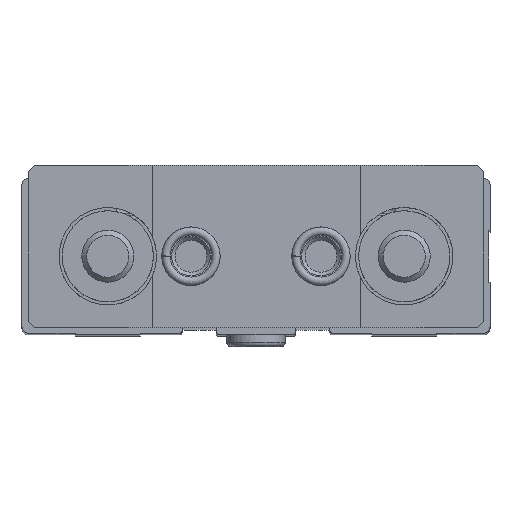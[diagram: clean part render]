
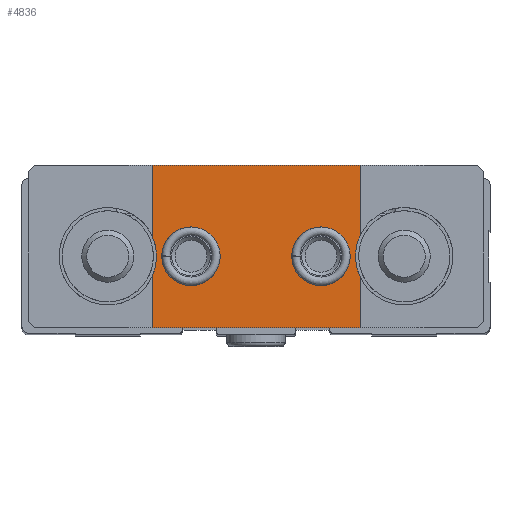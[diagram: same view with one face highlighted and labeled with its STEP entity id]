
A CAD part, top view. The second image highlights one B-rep face of the part: STEP entity #4836.
In plain terms, the highlighted planar face has unit normal (0, 0, 1).
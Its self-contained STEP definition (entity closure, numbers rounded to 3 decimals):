
#165=PLANE('',#5379);
#508=CIRCLE('',#5380,4.5);
#509=CIRCLE('',#5381,4.5);
#510=CIRCLE('',#5382,7.5);
#511=CIRCLE('',#5383,7.5);
#1444=ORIENTED_EDGE('',*,*,#2344,.F.);
#1445=ORIENTED_EDGE('',*,*,#2345,.F.);
#1446=ORIENTED_EDGE('',*,*,#2249,.T.);
#1447=ORIENTED_EDGE('',*,*,#2346,.T.);
#1448=ORIENTED_EDGE('',*,*,#2251,.T.);
#1449=ORIENTED_EDGE('',*,*,#2325,.T.);
#1450=ORIENTED_EDGE('',*,*,#2265,.T.);
#1451=ORIENTED_EDGE('',*,*,#2347,.T.);
#1452=ORIENTED_EDGE('',*,*,#2267,.T.);
#1453=ORIENTED_EDGE('',*,*,#2317,.T.);
#2249=EDGE_CURVE('',#2803,#2802,#3184,.T.);
#2251=EDGE_CURVE('',#2804,#2805,#3186,.T.);
#2265=EDGE_CURVE('',#2818,#2817,#3194,.T.);
#2267=EDGE_CURVE('',#2819,#2820,#3196,.T.);
#2317=EDGE_CURVE('',#2820,#2803,#3232,.T.);
#2325=EDGE_CURVE('',#2805,#2818,#3240,.T.);
#2344=EDGE_CURVE('',#2863,#2863,#508,.T.);
#2345=EDGE_CURVE('',#2864,#2864,#509,.T.);
#2346=EDGE_CURVE('',#2802,#2804,#510,.F.);
#2347=EDGE_CURVE('',#2817,#2819,#511,.F.);
#2802=VERTEX_POINT('',#7987);
#2803=VERTEX_POINT('',#7989);
#2804=VERTEX_POINT('',#7993);
#2805=VERTEX_POINT('',#7994);
#2817=VERTEX_POINT('',#8038);
#2818=VERTEX_POINT('',#8040);
#2819=VERTEX_POINT('',#8044);
#2820=VERTEX_POINT('',#8045);
#2863=VERTEX_POINT('',#8200);
#2864=VERTEX_POINT('',#8202);
#3184=LINE('',#7988,#3515);
#3186=LINE('',#7992,#3517);
#3194=LINE('',#8039,#3525);
#3196=LINE('',#8043,#3527);
#3232=LINE('',#8155,#3563);
#3240=LINE('',#8169,#3571);
#3515=VECTOR('',#6451,1000.);
#3517=VECTOR('',#6455,1000.);
#3525=VECTOR('',#6473,1000.);
#3527=VECTOR('',#6477,1000.);
#3563=VECTOR('',#6557,1000.);
#3571=VECTOR('',#6569,1000.);
#3890=EDGE_LOOP('',(#1444));
#3891=EDGE_LOOP('',(#1445));
#3892=EDGE_LOOP('',(#1446,#1447,#1448,#1449,#1450,#1451,#1452,#1453));
#4363=FACE_BOUND('',#3890,.T.);
#4364=FACE_BOUND('',#3891,.T.);
#4365=FACE_BOUND('',#3892,.T.);
#4836=ADVANCED_FACE('',(#4363,#4364,#4365),#165,.T.);
#5379=AXIS2_PLACEMENT_3D('',#8198,#6601,#6602);
#5380=AXIS2_PLACEMENT_3D('',#8199,#6603,#6604);
#5381=AXIS2_PLACEMENT_3D('',#8201,#6605,#6606);
#5382=AXIS2_PLACEMENT_3D('',#8203,#6607,#6608);
#5383=AXIS2_PLACEMENT_3D('',#8204,#6609,#6610);
#6451=DIRECTION('',(0.,-1.,0.));
#6455=DIRECTION('',(0.,-1.,0.));
#6473=DIRECTION('',(0.,1.,0.));
#6477=DIRECTION('',(0.,1.,0.));
#6557=DIRECTION('',(-1.,0.,0.));
#6569=DIRECTION('',(1.,0.,0.));
#6601=DIRECTION('',(0.,0.,1.));
#6602=DIRECTION('',(1.,0.,0.));
#6603=DIRECTION('',(0.,0.,1.));
#6604=DIRECTION('',(1.,0.,0.));
#6605=DIRECTION('',(0.,0.,1.));
#6606=DIRECTION('',(1.,0.,0.));
#6607=DIRECTION('',(0.,0.,1.));
#6608=DIRECTION('',(1.,0.,0.));
#6609=DIRECTION('',(0.,0.,1.));
#6610=DIRECTION('',(1.,0.,0.));
#7987=CARTESIAN_POINT('',(-16.,3.164,22.));
#7988=CARTESIAN_POINT('',(-16.,0.,22.));
#7989=CARTESIAN_POINT('',(-16.,14.,22.));
#7992=CARTESIAN_POINT('',(-16.,0.,22.));
#7993=CARTESIAN_POINT('',(-16.,-3.164,22.));
#7994=CARTESIAN_POINT('',(-16.,-11.,22.));
#8038=CARTESIAN_POINT('',(16.,-3.164,22.));
#8039=CARTESIAN_POINT('',(16.,0.,22.));
#8040=CARTESIAN_POINT('',(16.,-11.,22.));
#8043=CARTESIAN_POINT('',(16.,0.,22.));
#8044=CARTESIAN_POINT('',(16.,3.164,22.));
#8045=CARTESIAN_POINT('',(16.,14.,22.));
#8155=CARTESIAN_POINT('',(35.,14.,22.));
#8169=CARTESIAN_POINT('',(-35.,-11.,22.));
#8198=CARTESIAN_POINT('',(0.,0.,22.));
#8199=CARTESIAN_POINT('',(-10.,0.,22.));
#8200=CARTESIAN_POINT('',(-5.5,0.,22.));
#8201=CARTESIAN_POINT('',(10.,0.,22.));
#8202=CARTESIAN_POINT('',(14.5,0.,22.));
#8203=CARTESIAN_POINT('',(-22.8,0.,22.));
#8204=CARTESIAN_POINT('',(22.8,0.,22.));
